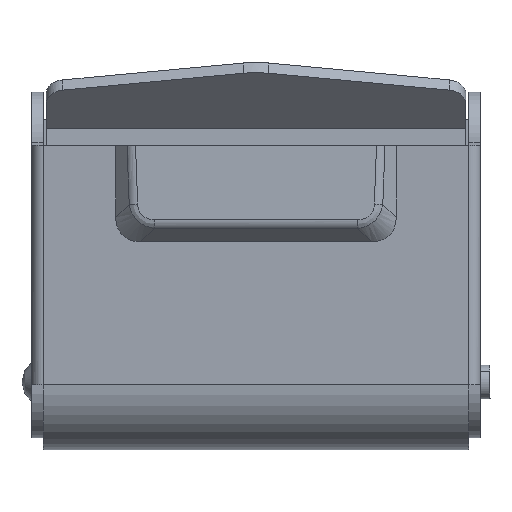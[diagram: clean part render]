
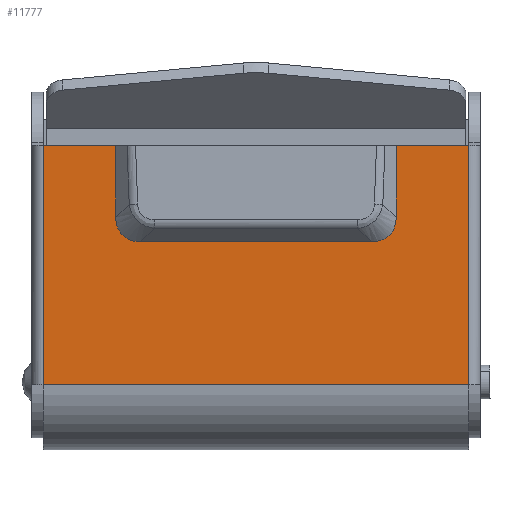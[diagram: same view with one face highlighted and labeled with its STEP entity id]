
A CAD part, front view. The second image highlights one B-rep face of the part: STEP entity #11777.
In plain terms, the highlighted free-form (B-spline) face has degree [1, 1] with [2, 2] control points.
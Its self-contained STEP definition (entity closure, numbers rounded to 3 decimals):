
#7948=CARTESIAN_POINT('',(-22.0,-9.683,24.452));
#7949=VERTEX_POINT('',#7948);
#7950=CARTESIAN_POINT('',(-22.0,-8.695,-0.28));
#7951=VERTEX_POINT('',#7950);
#7952=CARTESIAN_POINT('',(-22.0,-9.683,24.452));
#7953=CARTESIAN_POINT('',(-22.0,-8.695,-0.28));
#7954=QUASI_UNIFORM_CURVE('',1,(#7952,#7953),.UNSPECIFIED.,.F.,.U.);
#7955=EDGE_CURVE('',#7949,#7951,#7954,.T.);
#8010=CARTESIAN_POINT('',(22.0,-8.695,-0.28));
#8011=VERTEX_POINT('',#8010);
#8031=CARTESIAN_POINT('',(22.0,-9.683,24.452));
#8032=VERTEX_POINT('',#8031);
#8045=CARTESIAN_POINT('',(22.0,-8.695,-0.28));
#8046=CARTESIAN_POINT('',(22.0,-9.683,24.452));
#8047=QUASI_UNIFORM_CURVE('',1,(#8045,#8046),.UNSPECIFIED.,.F.,.U.);
#8048=EDGE_CURVE('',#8011,#8032,#8047,.T.);
#11279=CARTESIAN_POINT('',(-11.947,-9.285,14.5));
#11280=VERTEX_POINT('',#11279);
#11287=CARTESIAN_POINT('',(-14.5,-9.387,17.051));
#11288=VERTEX_POINT('',#11287);
#11294=CARTESIAN_POINT('',(-11.947,-9.285,14.5));
#11295=CARTESIAN_POINT('',(-14.5,-9.285,14.5));
#11296=CARTESIAN_POINT('',(-14.5,-9.387,17.051));
#11304=(BOUNDED_CURVE()B_SPLINE_CURVE(2,(#11294,#11295,#11296),.UNSPECIFIED.,.F.,.U.)CURVE()GEOMETRIC_REPRESENTATION_ITEM()QUASI_UNIFORM_CURVE()RATIONAL_B_SPLINE_CURVE((1.0,0.857,1.0))REPRESENTATION_ITEM(''));
#11305=EDGE_CURVE('',#11280,#11288,#11304,.T.);
#11324=CARTESIAN_POINT('',(14.5,-9.387,17.051));
#11325=VERTEX_POINT('',#11324);
#11332=CARTESIAN_POINT('',(11.947,-9.285,14.5));
#11333=VERTEX_POINT('',#11332);
#11339=CARTESIAN_POINT('',(14.5,-9.387,17.051));
#11340=CARTESIAN_POINT('',(14.5,-9.285,14.5));
#11341=CARTESIAN_POINT('',(11.947,-9.285,14.5));
#11349=(BOUNDED_CURVE()B_SPLINE_CURVE(2,(#11339,#11340,#11341),.UNSPECIFIED.,.F.,.U.)CURVE()GEOMETRIC_REPRESENTATION_ITEM()QUASI_UNIFORM_CURVE()RATIONAL_B_SPLINE_CURVE((1.0,0.857,1.0))REPRESENTATION_ITEM(''));
#11350=EDGE_CURVE('',#11325,#11333,#11349,.T.);
#11472=CARTESIAN_POINT('',(-14.5,-9.683,24.452));
#11473=VERTEX_POINT('',#11472);
#11479=CARTESIAN_POINT('',(-14.5,-9.387,17.051));
#11480=CARTESIAN_POINT('',(-14.5,-9.683,24.452));
#11481=QUASI_UNIFORM_CURVE('',1,(#11479,#11480),.UNSPECIFIED.,.F.,.U.);
#11482=EDGE_CURVE('',#11288,#11473,#11481,.T.);
#11492=CARTESIAN_POINT('',(14.5,-9.683,24.452));
#11493=VERTEX_POINT('',#11492);
#11501=CARTESIAN_POINT('',(14.5,-9.387,17.051));
#11502=CARTESIAN_POINT('',(14.5,-9.683,24.452));
#11503=QUASI_UNIFORM_CURVE('',1,(#11501,#11502),.UNSPECIFIED.,.F.,.U.);
#11504=EDGE_CURVE('',#11325,#11493,#11503,.T.);
#11517=CARTESIAN_POINT('',(-11.947,-9.285,14.5));
#11518=CARTESIAN_POINT('',(11.947,-9.285,14.5));
#11519=QUASI_UNIFORM_CURVE('',1,(#11517,#11518),.UNSPECIFIED.,.F.,.U.);
#11520=EDGE_CURVE('',#11280,#11333,#11519,.T.);
#11721=CARTESIAN_POINT('',(22.0,-8.695,-0.28));
#11722=CARTESIAN_POINT('',(-22.0,-8.695,-0.28));
#11723=QUASI_UNIFORM_CURVE('',1,(#11721,#11722),.UNSPECIFIED.,.F.,.U.);
#11724=EDGE_CURVE('',#8011,#7951,#11723,.T.);
#11736=CARTESIAN_POINT('',(-14.5,-9.683,24.452));
#11737=CARTESIAN_POINT('',(-22.0,-9.683,24.452));
#11738=QUASI_UNIFORM_CURVE('',1,(#11736,#11737),.UNSPECIFIED.,.F.,.U.);
#11739=EDGE_CURVE('',#11473,#7949,#11738,.T.);
#11756=CARTESIAN_POINT('',(-24.198,-8.646,-1.515));
#11757=CARTESIAN_POINT('',(-24.198,-9.732,25.687));
#11758=CARTESIAN_POINT('',(24.198,-8.646,-1.515));
#11759=CARTESIAN_POINT('',(24.198,-9.732,25.687));
#11760=B_SPLINE_SURFACE_WITH_KNOTS('',1,1,((#11756,#11758),(#11757,#11759)),.UNSPECIFIED.,.F.,.F.,.U.,(2,2),(2,2),(0.0,27.224),(0.0,48.396),.UNSPECIFIED.);
#11761=ORIENTED_EDGE('',*,*,#11724,.F.);
#11762=ORIENTED_EDGE('',*,*,#8048,.T.);
#11763=CARTESIAN_POINT('',(22.0,-9.683,24.452));
#11764=CARTESIAN_POINT('',(14.5,-9.683,24.452));
#11765=QUASI_UNIFORM_CURVE('',1,(#11763,#11764),.UNSPECIFIED.,.F.,.U.);
#11766=EDGE_CURVE('',#8032,#11493,#11765,.T.);
#11767=ORIENTED_EDGE('',*,*,#11766,.T.);
#11768=ORIENTED_EDGE('',*,*,#11504,.F.);
#11769=ORIENTED_EDGE('',*,*,#11350,.T.);
#11770=ORIENTED_EDGE('',*,*,#11520,.F.);
#11771=ORIENTED_EDGE('',*,*,#11305,.T.);
#11772=ORIENTED_EDGE('',*,*,#11482,.T.);
#11773=ORIENTED_EDGE('',*,*,#11739,.T.);
#11774=ORIENTED_EDGE('',*,*,#7955,.T.);
#11775=EDGE_LOOP('',(#11761,#11762,#11767,#11768,#11769,#11770,#11771,#11772,#11773,#11774));
#11776=FACE_OUTER_BOUND('',#11775,.T.);
#11777=ADVANCED_FACE('',(#11776),#11760,.F.);
